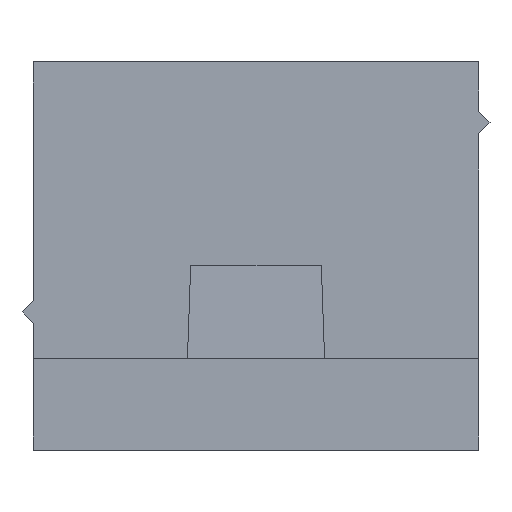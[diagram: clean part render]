
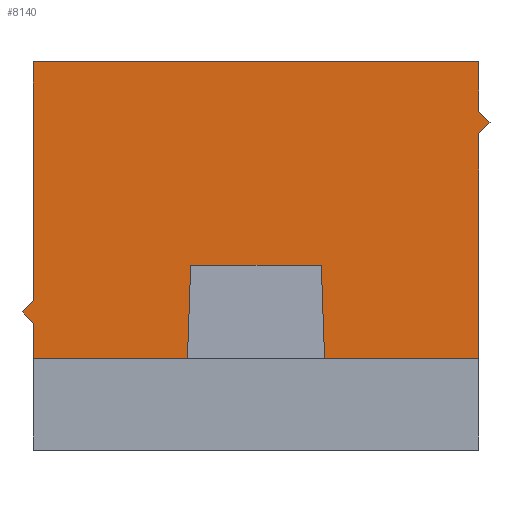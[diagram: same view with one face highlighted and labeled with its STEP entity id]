
A CAD part, left-side view. The second image highlights one B-rep face of the part: STEP entity #8140.
In plain terms, the highlighted face is planar.
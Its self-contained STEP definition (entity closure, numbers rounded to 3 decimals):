
#250=CARTESIAN_POINT('',(1.078,19.,15.));
#260=DIRECTION('',(1.,0.,0.));
#270=VECTOR('',#260,1.);
#280=LINE('',#250,#270);
#290=CARTESIAN_POINT('',(-56.15,19.,15.));
#300=VERTEX_POINT('',#290);
#310=CARTESIAN_POINT('',(-36.65,19.,15.));
#320=VERTEX_POINT('',#310);
#330=EDGE_CURVE('',#300,#320,#280,.T.);
#1890=CARTESIAN_POINT('',(-56.15,19.,
2.));
#1900=VERTEX_POINT('',#1890);
#1930=CARTESIAN_POINT('',(-56.15,19.,
0.));
#1940=DIRECTION('',(0.,0.,-1.));
#1950=VECTOR('',#1940,1.);
#1960=LINE('',#1930,#1950);
#1970=CARTESIAN_POINT('',(-56.15,19.,
11.85));
#1980=VERTEX_POINT('',#1970);
#1990=EDGE_CURVE('',#1980,#1900,#1960,.T.);
#2730=CARTESIAN_POINT('',(-47.76,19.,
6.1));
#2740=VERTEX_POINT('',#2730);
#2770=CARTESIAN_POINT('',(-47.973,19.,
0.));
#2780=DIRECTION('',(0.035,0.,
0.999));
#2790=VECTOR('',#2780,1.);
#2800=LINE('',#2770,#2790);
#2810=CARTESIAN_POINT('',(-47.903,19.,
2.));
#2820=VERTEX_POINT('',#2810);
#2830=EDGE_CURVE('',#2820,#2740,#2800,.T.);
#3490=CARTESIAN_POINT('',(-36.65,19.,
2.));
#3500=VERTEX_POINT('',#3490);
#3530=CARTESIAN_POINT('',(1.078,19.,
2.));
#3540=DIRECTION('',(1.,0.,0.));
#3550=VECTOR('',#3540,1.);
#3560=LINE('',#3530,#3550);
#3570=CARTESIAN_POINT('',(-44.897,19.,
2.));
#3580=VERTEX_POINT('',#3570);
#3590=EDGE_CURVE('',#3580,#3500,#3560,.T.);
#4010=EDGE_CURVE('',#1900,#2820,#3560,.T.);
#7170=CARTESIAN_POINT('',(-56.15,19.,
0.));
#7180=DIRECTION('',(0.,0.,-1.));
#7190=VECTOR('',#7180,1.);
#7200=LINE('',#7170,#7190);
#7210=CARTESIAN_POINT('',(-56.15,19.,
12.85));
#7220=VERTEX_POINT('',#7210);
#7230=EDGE_CURVE('',#300,#7220,#7200,.T.);
#7430=CARTESIAN_POINT('',(-46.4,19.,
5.75));
#7440=DIRECTION('',(0.,-1.,0.));
#7450=DIRECTION('',(1.,0.,0.));
#7460=AXIS2_PLACEMENT_3D('',#7430,#7440,#7450);
#7470=PLANE('',#7460);
#7480=CARTESIAN_POINT('',(-44.827,19.,
0.));
#7490=DIRECTION('',(0.035,0.,
-0.999));
#7500=VECTOR('',#7490,1.);
#7510=LINE('',#7480,#7500);
#7520=CARTESIAN_POINT('',(-45.04,19.,
6.1));
#7530=VERTEX_POINT('',#7520);
#7540=EDGE_CURVE('',#7530,#3580,#7510,.T.);
#7550=ORIENTED_EDGE('',*,*,#7540,.F.);
#7560=ORIENTED_EDGE('',*,*,#3590,.F.);
#7570=CARTESIAN_POINT('',(-36.65,19.,
0.));
#7580=DIRECTION('',(0.,0.,1.));
#7590=VECTOR('',#7580,1.);
#7600=LINE('',#7570,#7590);
#7610=CARTESIAN_POINT('',(-36.65,19.,
3.55));
#7620=VERTEX_POINT('',#7610);
#7630=EDGE_CURVE('',#3500,#7620,#7600,.T.);
#7640=ORIENTED_EDGE('',*,*,#7630,.F.);
#7650=CARTESIAN_POINT('',(0.578,19.,
40.778));
#7660=DIRECTION('',(-0.707,0.,
-0.707));
#7670=VECTOR('',#7660,1.);
#7680=LINE('',#7650,#7670);
#7690=CARTESIAN_POINT('',(-36.15,19.,
4.05));
#7700=VERTEX_POINT('',#7690);
#7710=EDGE_CURVE('',#7700,#7620,#7680,.T.);
#7720=ORIENTED_EDGE('',*,*,#7710,.T.);
#7730=CARTESIAN_POINT('',(0.578,19.,
-32.678));
#7740=DIRECTION('',(0.707,0.,
-0.707));
#7750=VECTOR('',#7740,1.);
#7760=LINE('',#7730,#7750);
#7770=CARTESIAN_POINT('',(-36.65,19.,
4.55));
#7780=VERTEX_POINT('',#7770);
#7790=EDGE_CURVE('',#7780,#7700,#7760,.T.);
#7800=ORIENTED_EDGE('',*,*,#7790,.T.);
#7810=CARTESIAN_POINT('',(-36.65,19.,
0.));
#7820=DIRECTION('',(0.,0.,1.));
#7830=VECTOR('',#7820,1.);
#7840=LINE('',#7810,#7830);
#7850=EDGE_CURVE('',#7780,#320,#7840,.T.);
#7860=ORIENTED_EDGE('',*,*,#7850,.F.);
#7870=ORIENTED_EDGE('',*,*,#330,.T.);
#7880=ORIENTED_EDGE('',*,*,#7230,.F.);
#7890=CARTESIAN_POINT('',(1.078,19.,
70.078));
#7900=DIRECTION('',(0.707,0.,
0.707));
#7910=VECTOR('',#7900,1.);
#7920=LINE('',#7890,#7910);
#7930=CARTESIAN_POINT('',(-56.65,19.,
12.35));
#7940=VERTEX_POINT('',#7930);
#7950=EDGE_CURVE('',#7940,#7220,#7920,.T.);
#7960=ORIENTED_EDGE('',*,*,#7950,.T.);
#7970=CARTESIAN_POINT('',(-44.3,19.,
0.));
#7980=DIRECTION('',(-0.707,0.,
0.707));
#7990=VECTOR('',#7980,1.);
#8000=LINE('',#7970,#7990);
#8010=EDGE_CURVE('',#1980,#7940,#8000,.T.);
#8020=ORIENTED_EDGE('',*,*,#8010,.T.);
#8030=ORIENTED_EDGE('',*,*,#1990,.F.);
#8040=ORIENTED_EDGE('',*,*,#4010,.F.);
#8050=ORIENTED_EDGE('',*,*,#2830,.F.);
#8060=CARTESIAN_POINT('',(1.078,19.,
6.1));
#8070=DIRECTION('',(-1.,0.,0.));
#8080=VECTOR('',#8070,1.);
#8090=LINE('',#8060,#8080);
#8100=EDGE_CURVE('',#7530,#2740,#8090,.T.);
#8110=ORIENTED_EDGE('',*,*,#8100,.T.);
#8120=EDGE_LOOP('',(#8110,#8050,#8040,#8030,#8020,#7960,#7880,#7870,
#7860,#7800,#7720,#7640,#7560,#7550));
#8130=FACE_OUTER_BOUND('',#8120,.T.);
#8140=ADVANCED_FACE('',(#8130),#7470,.F.);
